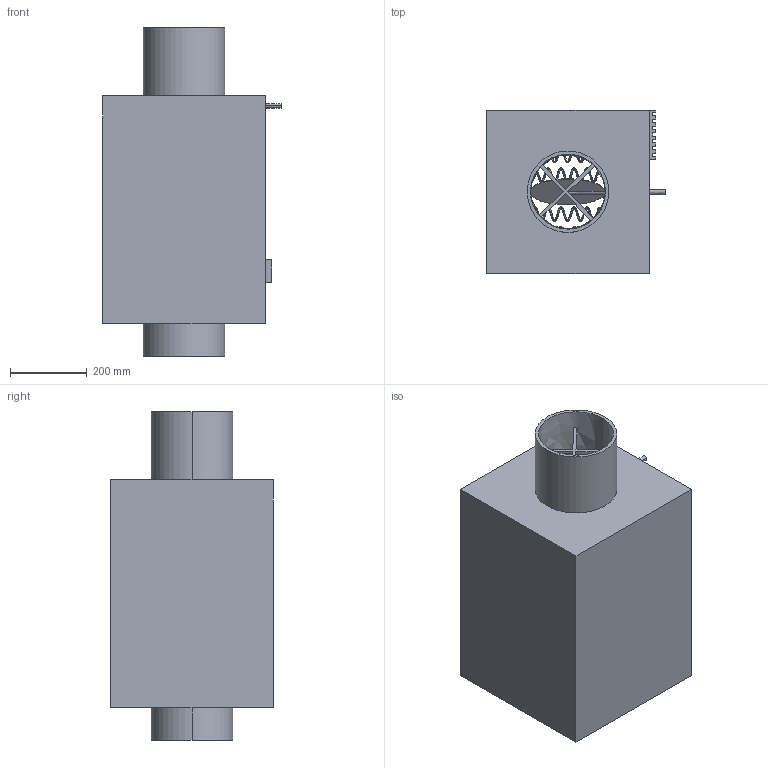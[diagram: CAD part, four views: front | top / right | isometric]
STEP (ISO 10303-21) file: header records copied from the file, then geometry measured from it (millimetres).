
FILE_DESCRIPTION(('FreeCAD Model'),'2;1');
FILE_NAME('Open CASCADE Shape Model','2025-05-03T06:56:26',('FreeCAD'),( 'FreeCAD'),'Open CASCADE STEP processor 7.6','FreeCAD','Unknown');
FILE_SCHEMA(('AUTOMOTIVE_DESIGN { 1 0 10303 214 1 1 1 1 }'));
Products named in the file (1): Open CASCADE STEP translator 7.6 1
Bounding box: 467.3 x 425.32 x 859.14 mm (x, y, z)
Volume: 19767245 mm3; surface area: 3150276.1 mm2
Topology: 2 solids, 2 shells, 653 faces, 1498 edges, 854 vertices
Faces by surface type: bspline 653
Entity records: 73976 total; most frequent: CARTESIAN_POINT 64501, ORIENTED_EDGE 2996, EDGE_CURVE 1498, B_SPLINE_CURVE_WITH_KNOTS 1448, VERTEX_POINT 854, FACE_BOUND 686, EDGE_LOOP 686, ADVANCED_FACE 653
